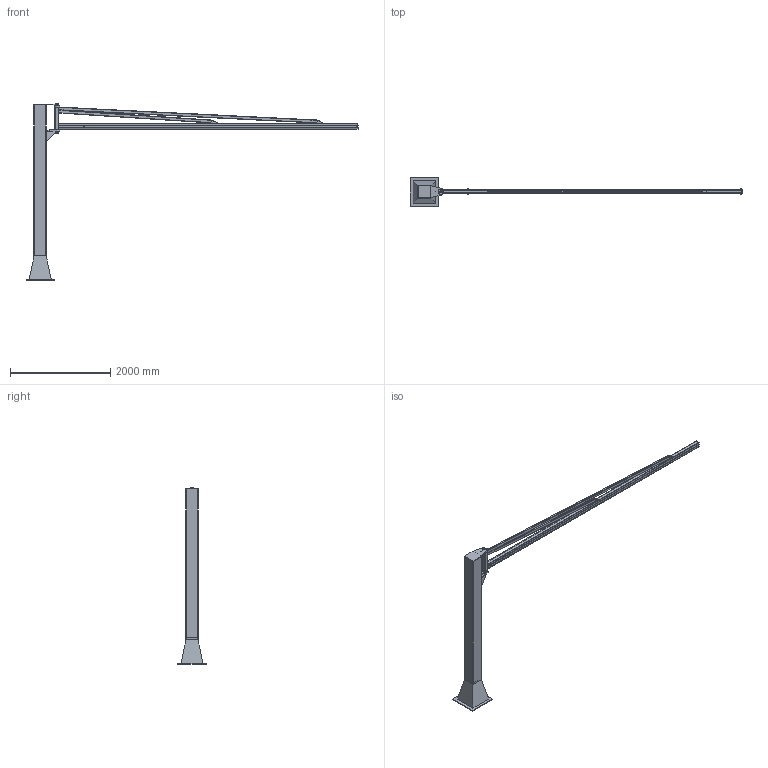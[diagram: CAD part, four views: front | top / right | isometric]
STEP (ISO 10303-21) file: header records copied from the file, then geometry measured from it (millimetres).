
FILE_DESCRIPTION(('STEP AP214'),'1');
FILE_NAME('ODEN PKO 250-6.stp','2018-02-07T14:41:08',(' '),(' '),'Spatial InterOp 3D',' ',' ');
FILE_SCHEMA(('automotive_design'));
Length unit declared in the file: millimetre
Products named in the file (52): O0250-6; KKR; UNP80; Profil 6; Lagerbox IV; Bultf_rband M10x100; DIN_985 M10; M6S M10x100; _ndstopp Profil 6; Polyfj_der 32s_12; Hydraulr_r, L=70; Kil IV _ V; Kil Ovansida IV _ V; Kil Sida IV _ V; PMH Pelarsvangkran Oden 250-6; Pelare IV; _vre F_st_ra IV; Undre F_st_ra IV; F_rst_rkningspl_t IV; Broms Pelare IV; Bromsback IV; Bolt Assembly; M6M M10; G_ngst_ng M10x130; Axel III _ IV; Hylsa III _ IV; Distansbricka III _ IV; Axelkant III _ IV; Bultf_rband M8; M6S M8x65; DIN_985 M8; Pelare; Part2; Part3
Assembly tree (51 placements, depth 5):
  PMH Pelarsvangkran Oden 250-6
    O0250-6
      KKR
      KKR
      UNP80
      Profil 6
      KKR
      Lagerbox IV
      Lagerbox IV
      Bultf_rband M10x100
        DIN_985 M10
        M6S M10x100
      _ndstopp Profil 6
        Polyfj_der 32s_12
        Hydraulr_r, L=70
        Bultf_rband M10x100
          DIN_985 M10
          M6S M10x100
      Kil IV _ V
        Kil Ovansida IV _ V
        Kil Sida IV _ V
        Kil Sida IV _ V
      Kil IV _ V
        Kil Ovansida IV _ V
        Kil Sida IV _ V
        Kil Sida IV _ V
    Pelare IV
      _vre F_st_ra IV
      Undre F_st_ra IV
      F_rst_rkningspl_t IV
      F_rst_rkningspl_t IV
      Broms Pelare IV
        Bromsback IV
        Bolt Assembly
          M6M M10
          M6M M10
          G_ngst_ng M10x130
        Bolt Assembly
          M6M M10
          M6M M10
          G_ngst_ng M10x130
      Axel III _ IV
        Hylsa III _ IV
        Distansbricka III _ IV
        Axel III _ IV
        Axelkant III _ IV
        Bultf_rband M8
          M6S M8x65
          DIN_985 M8
      Pelare
      Part2
      Part3
Bounding box: 6617.5 x 565 x 3515 mm (x, y, z)
Volume: 287458117 mm3; surface area: 12081077 mm2
Topology: 39 solids, 39 shells, 442 faces, 953 edges, 595 vertices
Faces by surface type: plane 244, cone 114, cylinder 84
Full cylindrical faces by diameter (mm): 4.5 x1, 7.28 x1, 8 x2, 9 x3, 9.1 x2, 10 x10, 11 x7, 12 x1, 13 x1, 15 x1, 17 x2, 32 x1, 35 x3, 35.5 x2, 36 x1, 50 x3, 112 x2
Entity records: 16493 total; most frequent: CARTESIAN_POINT 2784, DIRECTION 1964, ORIENTED_EDGE 1778, EDGE_CURVE 889, AXIS2_PLACEMENT_3D 779, VERTEX_POINT 591, EDGE_LOOP 550, FACE_OUTER_BOUND 485
